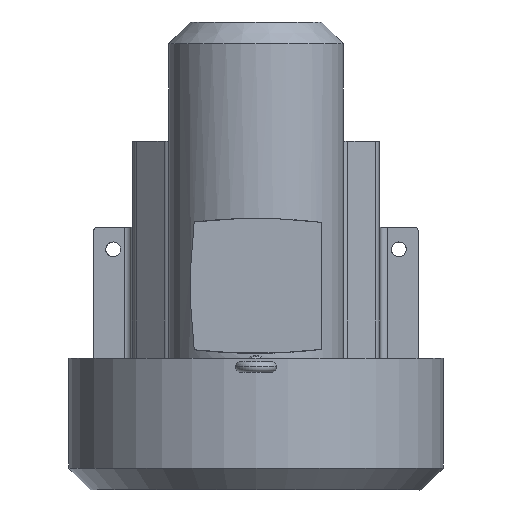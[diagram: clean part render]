
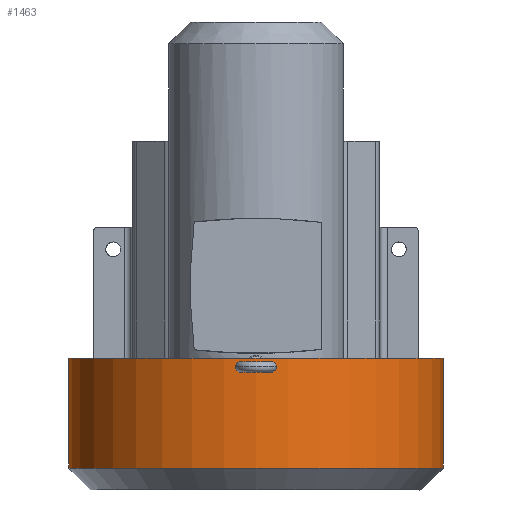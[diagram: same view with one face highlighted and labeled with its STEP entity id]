
A CAD part, front view. The second image highlights one B-rep face of the part: STEP entity #1463.
In plain terms, the highlighted cylindrical face has radius 170.35 mm (diameter 340.7 mm), a partial arc.
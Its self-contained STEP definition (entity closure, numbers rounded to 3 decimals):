
#167 = VERTEX_POINT ( 'NONE', #7968 ) ;
#214 = FACE_OUTER_BOUND ( 'NONE', #343, .T. ) ;
#343 = EDGE_LOOP ( 'NONE', ( #1960, #5846, #7821, #2534 ) ) ;
#1463 = ADVANCED_FACE ( 'NONE', ( #214 ), #3779, .T. ) ;
#1725 = DIRECTION ( 'NONE',  ( 0., 0., -1. ) ) ;
#1817 = VECTOR ( 'NONE', #1725, 1000. ) ;
#1937 = CARTESIAN_POINT ( 'NONE',  ( -170.35, 0., -41.55 ) ) ;
#1960 = ORIENTED_EDGE ( 'NONE', *, *, #7520, .F. ) ;
#2187 = DIRECTION ( 'NONE',  ( 0., 0., -1. ) ) ;
#2534 = ORIENTED_EDGE ( 'NONE', *, *, #7168, .T. ) ;
#2592 = CARTESIAN_POINT ( 'NONE',  ( 170.35, 0., 58.45 ) ) ;
#2959 = CARTESIAN_POINT ( 'NONE',  ( 170.35, 0., -41.55 ) ) ;
#3779 = CYLINDRICAL_SURFACE ( 'NONE', #6618, 170.35 ) ;
#3869 = CIRCLE ( 'NONE', #9498, 170.35 ) ;
#4689 = DIRECTION ( 'NONE',  ( 0., 0., -1. ) ) ;
#4853 = DIRECTION ( 'NONE',  ( -1., 0., 0. ) ) ;
#5417 = DIRECTION ( 'NONE',  ( -1., 0., 0. ) ) ;
#5677 = VECTOR ( 'NONE', #4689, 1000. ) ;
#5846 = ORIENTED_EDGE ( 'NONE', *, *, #10351, .T. ) ;
#6219 = AXIS2_PLACEMENT_3D ( 'NONE', #8463, #2187, #7518 ) ;
#6618 = AXIS2_PLACEMENT_3D ( 'NONE', #9009, #7476, #5417 ) ;
#7168 = EDGE_CURVE ( 'NONE', #10690, #9246, #3869, .T. ) ;
#7270 = LINE ( 'NONE', #9983, #5677 ) ;
#7325 = DIRECTION ( 'NONE',  ( 0., 0., 1. ) ) ;
#7476 = DIRECTION ( 'NONE',  ( 0., 0., -1. ) ) ;
#7518 = DIRECTION ( 'NONE',  ( 1., 0., 0. ) ) ;
#7520 = EDGE_CURVE ( 'NONE', #8430, #9246, #10633, .T. ) ;
#7821 = ORIENTED_EDGE ( 'NONE', *, *, #10674, .T. ) ;
#7968 = CARTESIAN_POINT ( 'NONE',  ( -170.35, 0., 58.45 ) ) ;
#8430 = VERTEX_POINT ( 'NONE', #2592 ) ;
#8463 = CARTESIAN_POINT ( 'NONE',  ( 0., 0., 58.45 ) ) ;
#9009 = CARTESIAN_POINT ( 'NONE',  ( 0., 0., -96.55 ) ) ;
#9246 = VERTEX_POINT ( 'NONE', #2959 ) ;
#9498 = AXIS2_PLACEMENT_3D ( 'NONE', #11134, #7325, #4853 ) ;
#9757 = CARTESIAN_POINT ( 'NONE',  ( 170.35, 0., -96.55 ) ) ;
#9983 = CARTESIAN_POINT ( 'NONE',  ( -170.35, 0., -96.55 ) ) ;
#10351 = EDGE_CURVE ( 'NONE', #8430, #167, #10927, .T. ) ;
#10633 = LINE ( 'NONE', #9757, #1817 ) ;
#10674 = EDGE_CURVE ( 'NONE', #167, #10690, #7270, .T. ) ;
#10690 = VERTEX_POINT ( 'NONE', #1937 ) ;
#10927 = CIRCLE ( 'NONE', #6219, 170.35 ) ;
#11134 = CARTESIAN_POINT ( 'NONE',  ( 0., 0., -41.55 ) ) ;
